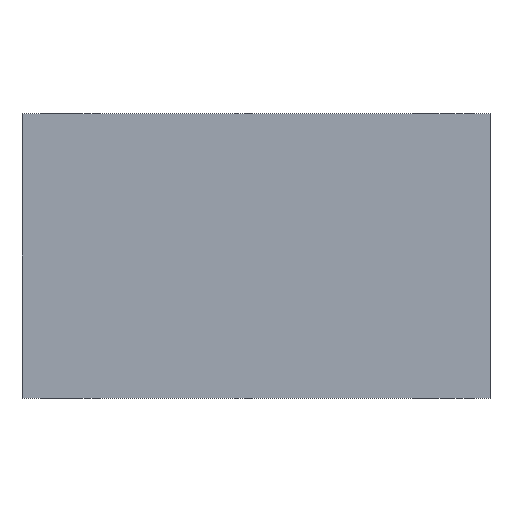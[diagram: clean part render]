
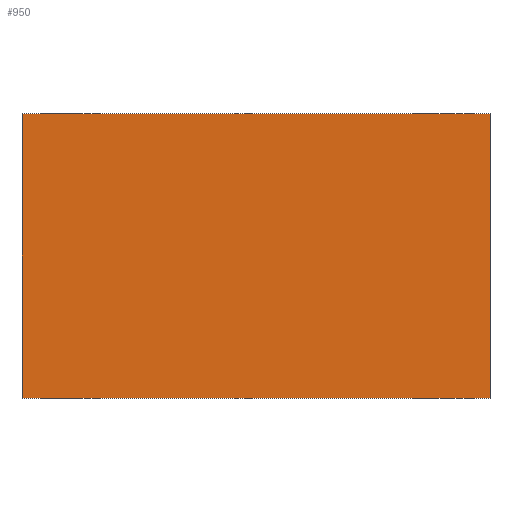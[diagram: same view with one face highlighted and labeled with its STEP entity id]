
A CAD part, front view. The second image highlights one B-rep face of the part: STEP entity #950.
In plain terms, the highlighted planar face has unit normal (0, -1, 0).
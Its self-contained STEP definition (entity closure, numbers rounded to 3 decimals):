
#179=ORIENTED_EDGE('',*,*,#419,.T.);
#180=ORIENTED_EDGE('',*,*,#369,.F.);
#181=ORIENTED_EDGE('',*,*,#416,.F.);
#182=ORIENTED_EDGE('',*,*,#380,.T.);
#369=EDGE_CURVE('',#494,#489,#585,.T.);
#380=EDGE_CURVE('',#505,#504,#591,.T.);
#416=EDGE_CURVE('',#505,#494,#613,.T.);
#419=EDGE_CURVE('',#504,#489,#615,.T.);
#489=VERTEX_POINT('',#1461);
#494=VERTEX_POINT('',#1470);
#504=VERTEX_POINT('',#1492);
#505=VERTEX_POINT('',#1494);
#585=LINE('',#1471,#652);
#591=LINE('',#1493,#658);
#613=LINE('',#1572,#680);
#615=LINE('',#1577,#682);
#652=VECTOR('',#1155,1000.);
#658=VECTOR('',#1173,1000.);
#680=VECTOR('',#1229,1000.);
#682=VECTOR('',#1235,1000.);
#729=EDGE_LOOP('',(#179,#180,#181,#182));
#828=FACE_BOUND('',#729,.T.);
#916=PLANE('',#1046);
#950=ADVANCED_FACE('',(#828),#916,.F.);
#1046=AXIS2_PLACEMENT_3D('',#1578,#1236,#1237);
#1155=DIRECTION('',(0.,0.,-1.));
#1173=DIRECTION('',(0.,0.,-1.));
#1229=DIRECTION('',(1.,0.,0.));
#1235=DIRECTION('',(1.,0.,0.));
#1236=DIRECTION('',(0.,1.,0.));
#1237=DIRECTION('',(0.,0.,1.));
#1461=CARTESIAN_POINT('',(25.,0.,-15.2));
#1470=CARTESIAN_POINT('',(25.,0.,15.2));
#1471=CARTESIAN_POINT('',(25.,0.,15.2));
#1492=CARTESIAN_POINT('',(-25.,0.,-15.2));
#1493=CARTESIAN_POINT('',(-25.,0.,15.2));
#1494=CARTESIAN_POINT('',(-25.,0.,15.2));
#1572=CARTESIAN_POINT('',(-25.,0.,15.2));
#1577=CARTESIAN_POINT('',(-25.,0.,-15.2));
#1578=CARTESIAN_POINT('',(-25.,0.,15.2));
